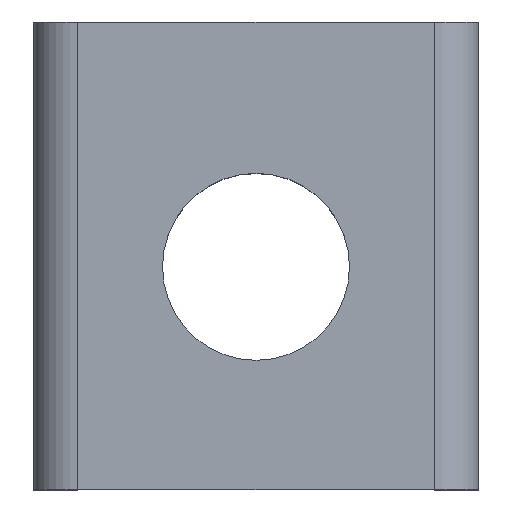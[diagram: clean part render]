
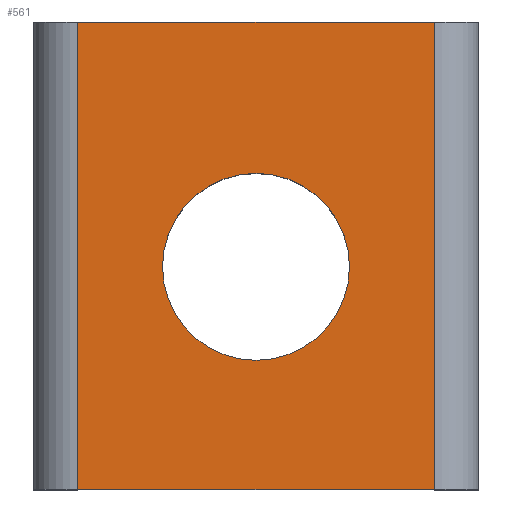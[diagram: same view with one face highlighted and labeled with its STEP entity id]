
A CAD part, top view. The second image highlights one B-rep face of the part: STEP entity #561.
In plain terms, the highlighted planar face has unit normal (0, 0, 1).
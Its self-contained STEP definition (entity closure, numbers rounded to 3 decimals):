
#15=FACE_BOUND('',#64,.T.);
#34=FACE_OUTER_BOUND('',#63,.T.);
#63=EDGE_LOOP('',(#437,#438,#439,#440));
#64=EDGE_LOOP('',(#441));
#124=LINE('',#894,#191);
#125=LINE('',#898,#192);
#130=LINE('',#908,#197);
#131=LINE('',#909,#198);
#191=VECTOR('',#715,10.);
#192=VECTOR('',#720,10.);
#197=VECTOR('',#729,10.);
#198=VECTOR('',#730,10.);
#229=CIRCLE('',#616,2.1);
#273=VERTEX_POINT('',#891);
#274=VERTEX_POINT('',#893);
#275=VERTEX_POINT('',#897);
#278=VERTEX_POINT('',#907);
#279=VERTEX_POINT('',#910);
#335=EDGE_CURVE('',#273,#274,#124,.T.);
#337=EDGE_CURVE('',#275,#274,#125,.T.);
#343=EDGE_CURVE('',#273,#278,#130,.T.);
#344=EDGE_CURVE('',#275,#278,#131,.T.);
#345=EDGE_CURVE('',#279,#279,#229,.T.);
#437=ORIENTED_EDGE('',*,*,#335,.F.);
#438=ORIENTED_EDGE('',*,*,#343,.T.);
#439=ORIENTED_EDGE('',*,*,#344,.F.);
#440=ORIENTED_EDGE('',*,*,#337,.T.);
#441=ORIENTED_EDGE('',*,*,#345,.T.);
#534=PLANE('',#615);
#561=ADVANCED_FACE('',(#34,#15),#534,.T.);
#615=AXIS2_PLACEMENT_3D('',#906,#727,#728);
#616=AXIS2_PLACEMENT_3D('',#911,#731,#732);
#715=DIRECTION('',(0.,-1.,0.));
#720=DIRECTION('',(1.,0.,0.));
#727=DIRECTION('center_axis',(0.,0.,1.));
#728=DIRECTION('ref_axis',(1.,0.,0.));
#729=DIRECTION('',(-1.,0.,0.));
#730=DIRECTION('',(0.,1.,0.));
#731=DIRECTION('center_axis',(0.,0.,-1.));
#732=DIRECTION('ref_axis',(-1.,0.,0.));
#891=CARTESIAN_POINT('',(4.,5.25,8.2));
#893=CARTESIAN_POINT('',(4.,-5.25,8.2));
#894=CARTESIAN_POINT('',(4.,-2.625,8.2));
#897=CARTESIAN_POINT('',(-4.,-5.25,8.2));
#898=CARTESIAN_POINT('',(-4.,-5.25,8.2));
#906=CARTESIAN_POINT('Origin',(0.,0.,8.2));
#907=CARTESIAN_POINT('',(-4.,5.25,8.2));
#908=CARTESIAN_POINT('',(5.,5.25,8.2));
#909=CARTESIAN_POINT('',(-4.,2.625,8.2));
#910=CARTESIAN_POINT('',(2.1,-0.25,8.2));
#911=CARTESIAN_POINT('Origin',(0.,-0.25,
8.2));
